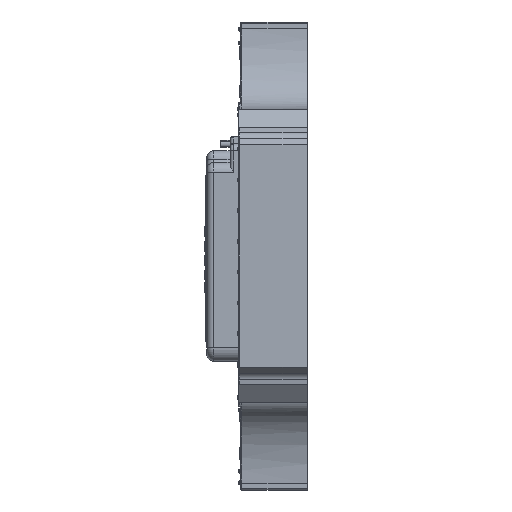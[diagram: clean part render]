
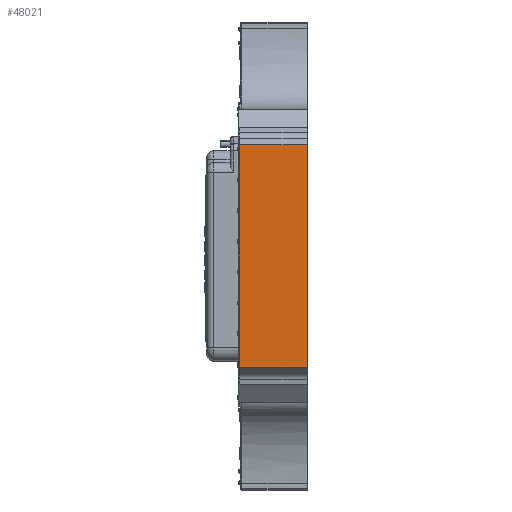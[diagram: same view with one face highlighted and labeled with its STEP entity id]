
A CAD part, left-side view. The second image highlights one B-rep face of the part: STEP entity #48021.
In plain terms, the highlighted planar face has unit normal (-1, 0, 0).
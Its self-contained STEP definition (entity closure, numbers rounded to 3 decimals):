
#2026 = EDGE_CURVE ( 'NONE', #27288, #28833, #32008, .T. ) ;
#2113 = CARTESIAN_POINT ( 'NONE',  ( -70.8, 16.317, -16.651 ) ) ;
#2549 = EDGE_CURVE ( 'NONE', #19342, #27288, #31865, .T. ) ;
#3354 = CARTESIAN_POINT ( 'NONE',  ( -70.8, 16.317, -16.651 ) ) ;
#3631 = DIRECTION ( 'NONE',  ( 0., -1., 0. ) ) ;
#8071 = VECTOR ( 'NONE', #3631, 1000. ) ;
#8437 = AXIS2_PLACEMENT_3D ( 'NONE', #35964, #20430, #43239 ) ;
#10397 = ORIENTED_EDGE ( 'NONE', *, *, #2026, .T. ) ;
#10610 = EDGE_CURVE ( 'NONE', #39951, #19342, #35302, .T. ) ;
#10838 = CARTESIAN_POINT ( 'NONE',  ( -70.8, 16.317, 16.651 ) ) ;
#10929 = CARTESIAN_POINT ( 'NONE',  ( -70.8, 0.5, 16.651 ) ) ;
#11390 = ORIENTED_EDGE ( 'NONE', *, *, #24626, .F. ) ;
#13523 = DIRECTION ( 'NONE',  ( 0., 0., 1. ) ) ;
#13620 = DIRECTION ( 'NONE',  ( 0., -1., 0. ) ) ;
#15976 = CARTESIAN_POINT ( 'NONE',  ( -70.8, 26.467, 16.651 ) ) ;
#17742 = VECTOR ( 'NONE', #13620, 1000. ) ;
#19342 = VERTEX_POINT ( 'NONE', #39159 ) ;
#19517 = VECTOR ( 'NONE', #13523, 1000. ) ;
#20430 = DIRECTION ( 'NONE',  ( 1., 0., 0. ) ) ;
#20921 = CARTESIAN_POINT ( 'NONE',  ( -70.8, 0.5, -16.651 ) ) ;
#22297 = EDGE_LOOP ( 'NONE', ( #28235, #10397, #11390, #44067 ) ) ;
#24626 = EDGE_CURVE ( 'NONE', #39951, #28833, #33291, .T. ) ;
#27288 = VERTEX_POINT ( 'NONE', #3354 ) ;
#28235 = ORIENTED_EDGE ( 'NONE', *, *, #2549, .T. ) ;
#28439 = PLANE ( 'NONE',  #8437 ) ;
#28833 = VERTEX_POINT ( 'NONE', #10838 ) ;
#29697 = VECTOR ( 'NONE', #35792, 1000. ) ;
#31865 = LINE ( 'NONE', #20921, #17742 ) ;
#32008 = LINE ( 'NONE', #2113, #19517 ) ;
#33291 = LINE ( 'NONE', #10929, #8071 ) ;
#35302 = LINE ( 'NONE', #39671, #29697 ) ;
#35792 = DIRECTION ( 'NONE',  ( 0., 0., -1. ) ) ;
#35964 = CARTESIAN_POINT ( 'NONE',  ( -70.8, 0.5, -16.651 ) ) ;
#39159 = CARTESIAN_POINT ( 'NONE',  ( -70.8, 26.467, -16.651 ) ) ;
#39671 = CARTESIAN_POINT ( 'NONE',  ( -70.8, 26.467, -16.651 ) ) ;
#39951 = VERTEX_POINT ( 'NONE', #15976 ) ;
#43239 = DIRECTION ( 'NONE',  ( 0., 0., -1. ) ) ;
#44067 = ORIENTED_EDGE ( 'NONE', *, *, #10610, .T. ) ;
#46882 = FACE_OUTER_BOUND ( 'NONE', #22297, .T. ) ;
#48021 = ADVANCED_FACE ( 'NONE', ( #46882 ), #28439, .F. ) ;
